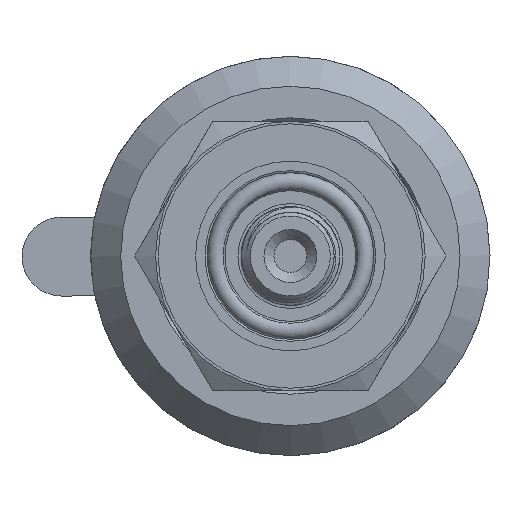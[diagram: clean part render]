
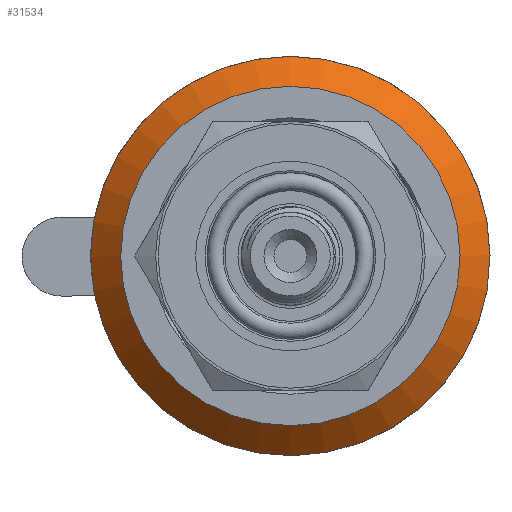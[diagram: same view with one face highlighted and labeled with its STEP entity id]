
A CAD part, left-side view. The second image highlights one B-rep face of the part: STEP entity #31534.
In plain terms, the highlighted conical face has half-angle 45 degrees and reference radius 18.5 mm.
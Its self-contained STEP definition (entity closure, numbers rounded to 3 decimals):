
#1787=CONICAL_SURFACE('',#33602,18.5,0.785);
#3363=FACE_OUTER_BOUND('',#5178,.T.);
#5178=EDGE_LOOP('',(#29171,#29172,#29173,#29174));
#5858=CIRCLE('',#33601,20.);
#5859=CIRCLE('',#33603,17.);
#9745=LINE('',#80135,#12699);
#12699=VECTOR('',#40456,18.5);
#15678=VERTEX_POINT('',#80130);
#15679=VERTEX_POINT('',#80134);
#20212=EDGE_CURVE('',#15678,#15678,#5858,.T.);
#20213=EDGE_CURVE('',#15678,#15679,#9745,.T.);
#20214=EDGE_CURVE('',#15679,#15679,#5859,.T.);
#29171=ORIENTED_EDGE('',*,*,#20212,.F.);
#29172=ORIENTED_EDGE('',*,*,#20213,.T.);
#29173=ORIENTED_EDGE('',*,*,#20214,.T.);
#29174=ORIENTED_EDGE('',*,*,#20213,.F.);
#31534=ADVANCED_FACE('',(#3363),#1787,.T.);
#33601=AXIS2_PLACEMENT_3D('',#80132,#40452,#40453);
#33602=AXIS2_PLACEMENT_3D('',#80133,#40454,#40455);
#33603=AXIS2_PLACEMENT_3D('',#80136,#40457,#40458);
#40452=DIRECTION('center_axis',(-1.,0.,0.));
#40453=DIRECTION('ref_axis',(0.,0.,
-1.));
#40454=DIRECTION('center_axis',(-1.,0.,0.));
#40455=DIRECTION('ref_axis',(0.,-1.,0.));
#40456=DIRECTION('',(0.707,-0.707,0.));
#40457=DIRECTION('center_axis',(-1.,0.,0.));
#40458=DIRECTION('ref_axis',(0.,0.,
-1.));
#80130=CARTESIAN_POINT('',(21.,20.,0.));
#80132=CARTESIAN_POINT('Origin',(21.,0.,0.));
#80133=CARTESIAN_POINT('Origin',(22.5,0.,0.));
#80134=CARTESIAN_POINT('',(24.,17.,0.));
#80135=CARTESIAN_POINT('',(22.5,18.5,0.));
#80136=CARTESIAN_POINT('Origin',(24.,0.,0.));
